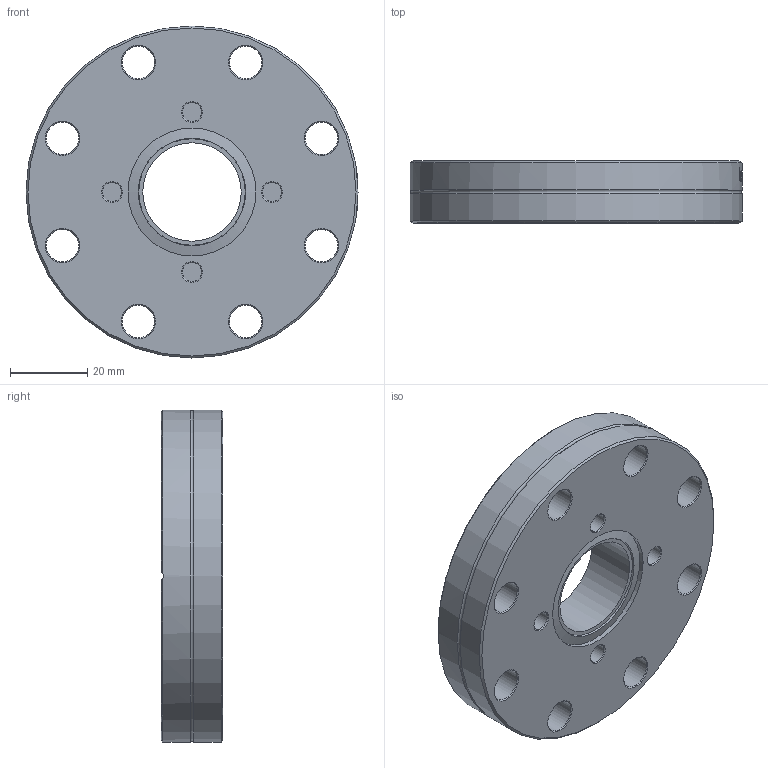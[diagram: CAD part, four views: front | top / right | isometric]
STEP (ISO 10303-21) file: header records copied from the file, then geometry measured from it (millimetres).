
FILE_DESCRIPTION(/* description */ (''),/* implementation_level */ '2;1');
FILE_NAME(/* name */ 'FL-Z50-25.stp',/* time_stamp */ '2023-01-18T09:58:05Z',/* author */ ('Paul'),/* organization */ (''),/* preprocessor_version */ 'ST-DEVELOPER v19.2',/* originating_system */ 'Autodesk Inventor 2023',/* authorisation */ '');
FILE_SCHEMA (('AUTOMOTIVE_DESIGN { 1 0 10303 214 3 1 1 }'));
Length unit declared in the file: millimetre
Products named in the file (1): FL-Z50-25
Bounding box: 85.7 x 16 x 85.7 mm (x, y, z)
Volume: 72891.7 mm3; surface area: 19486.2 mm2
Topology: 1 solids, 1 shells, 147 faces, 387 edges, 254 vertices
Faces by surface type: plane 51, bspline 41, cone 27, cylinder 27, torus 1
Full cylindrical faces by diameter (mm): 4.917 x4, 8.4 x8, 25.4 x1, 33.02 x1, 61.72 x1, 85.7 x2
Entity records: 6076 total; most frequent: CARTESIAN_POINT 2527, ORIENTED_EDGE 774, DIRECTION 650, EDGE_CURVE 387, VERTEX_POINT 254, AXIS2_PLACEMENT_3D 248, EDGE_LOOP 177, LINE 154
